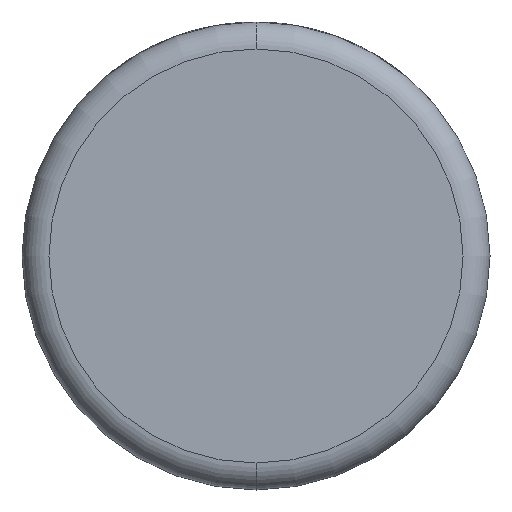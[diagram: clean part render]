
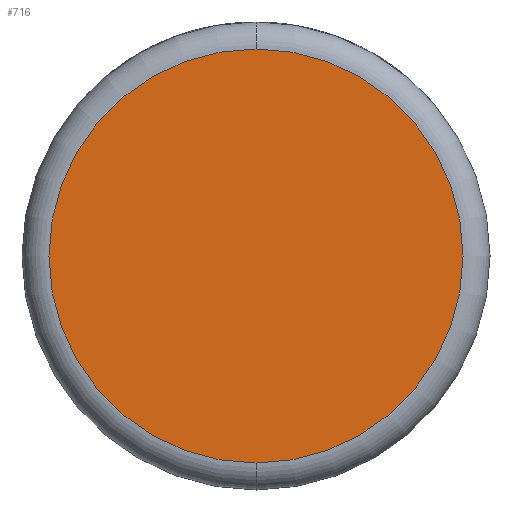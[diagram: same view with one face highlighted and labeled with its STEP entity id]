
A CAD part, front view. The second image highlights one B-rep face of the part: STEP entity #716.
In plain terms, the highlighted planar face has unit normal (0, -1, 0).
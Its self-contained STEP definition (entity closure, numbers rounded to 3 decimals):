
#87 = CARTESIAN_POINT ( 'NONE',  ( 0., 0., 0. ) ) ;
#127 = VERTEX_POINT ( 'NONE', #2365 ) ;
#448 = CARTESIAN_POINT ( 'NONE',  ( 0., 0., -10.175 ) ) ;
#716 = ADVANCED_FACE ( 'NONE', ( #3772 ), #2331, .F. ) ;
#890 = AXIS2_PLACEMENT_3D ( 'NONE', #87, #3043, #4174 ) ;
#1750 = CIRCLE ( 'NONE', #2225, 10.175 ) ;
#1818 = DIRECTION ( 'NONE',  ( 0., 0., 1. ) ) ;
#1875 = DIRECTION ( 'NONE',  ( 0., -1., 0. ) ) ;
#2129 = EDGE_CURVE ( 'NONE', #3675, #127, #4560, .T. ) ;
#2225 = AXIS2_PLACEMENT_3D ( 'NONE', #2536, #2551, #1818 ) ;
#2331 = PLANE ( 'NONE',  #890 ) ;
#2365 = CARTESIAN_POINT ( 'NONE',  ( 0., 0., 10.175 ) ) ;
#2536 = CARTESIAN_POINT ( 'NONE',  ( 0., 0., 0. ) ) ;
#2551 = DIRECTION ( 'NONE',  ( 0., -1., 0. ) ) ;
#2981 = EDGE_CURVE ( 'NONE', #127, #3675, #1750, .T. ) ;
#2990 = DIRECTION ( 'NONE',  ( 0., 0., 1. ) ) ;
#3043 = DIRECTION ( 'NONE',  ( 0., 1., 0. ) ) ;
#3675 = VERTEX_POINT ( 'NONE', #448 ) ;
#3729 = CARTESIAN_POINT ( 'NONE',  ( 0., 0., 0. ) ) ;
#3772 = FACE_OUTER_BOUND ( 'NONE', #4606, .T. ) ;
#4060 = ORIENTED_EDGE ( 'NONE', *, *, #2129, .T. ) ;
#4174 = DIRECTION ( 'NONE',  ( 0., 0., 1. ) ) ;
#4432 = ORIENTED_EDGE ( 'NONE', *, *, #2981, .T. ) ;
#4520 = AXIS2_PLACEMENT_3D ( 'NONE', #3729, #1875, #2990 ) ;
#4560 = CIRCLE ( 'NONE', #4520, 10.175 ) ;
#4606 = EDGE_LOOP ( 'NONE', ( #4432, #4060 ) ) ;
